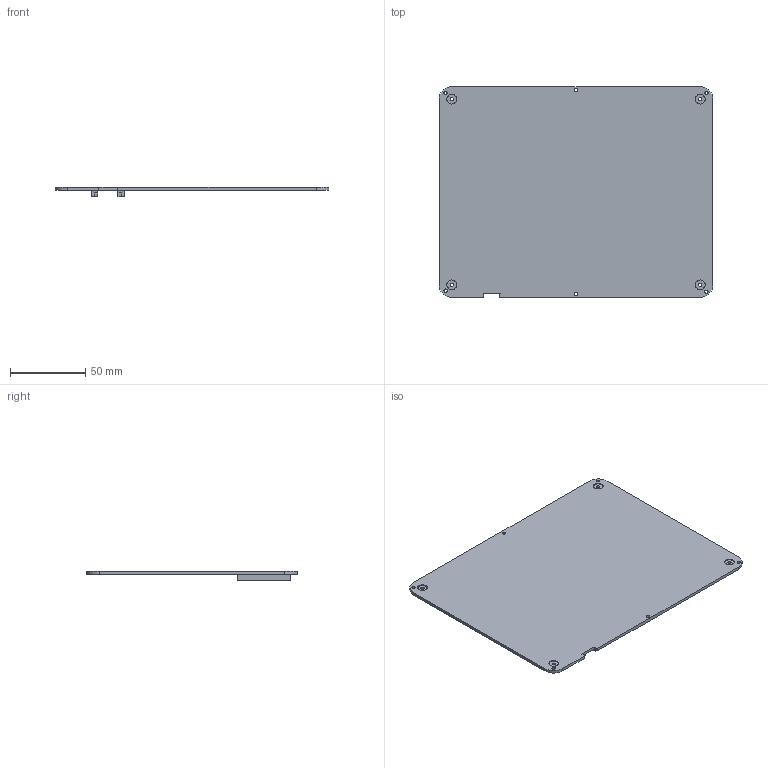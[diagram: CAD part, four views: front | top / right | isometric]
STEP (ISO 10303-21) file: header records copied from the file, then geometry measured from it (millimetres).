
FILE_DESCRIPTION(/* description */ (''),/* implementation_level */ '2;1');
FILE_NAME(/* name */ 'peacock-pro-micro-bottom-plate.step',/* time_stamp */ '2024-03-31T22:44:04-07:00',/* author */ (''),/* organization */ (''),/* preprocessor_version */ 'ST-DEVELOPER v20',/* originating_system */ 'Autodesk Translation Framework v12.20.1.177',/* authorisation */ '');
FILE_SCHEMA (('AUTOMOTIVE_DESIGN { 1 0 10303 214 3 1 1 }'));
Length unit declared in the file: millimetre
Products named in the file (1): peacock-bottom-plate
Bounding box: 182 x 140.24 x 6.2 mm (x, y, z)
Volume: 51579.6 mm3; surface area: 52906.2 mm2
Topology: 1 solids, 1 shells, 62 faces, 150 edges, 100 vertices
Faces by surface type: plane 36, cylinder 26
Full cylindrical faces by diameter (mm): 0.84 x4, 2.2 x10, 6.5 x4
Entity records: 1899 total; most frequent: DIRECTION 328, CARTESIAN_POINT 313, ORIENTED_EDGE 300, EDGE_CURVE 150, AXIS2_PLACEMENT_3D 115, VERTEX_POINT 100, LINE 98, VECTOR 98
